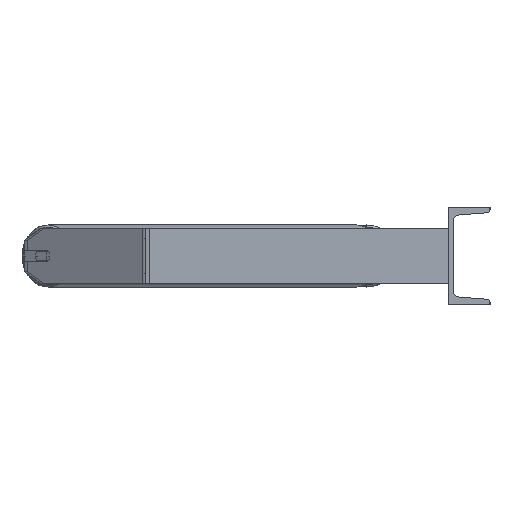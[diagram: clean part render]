
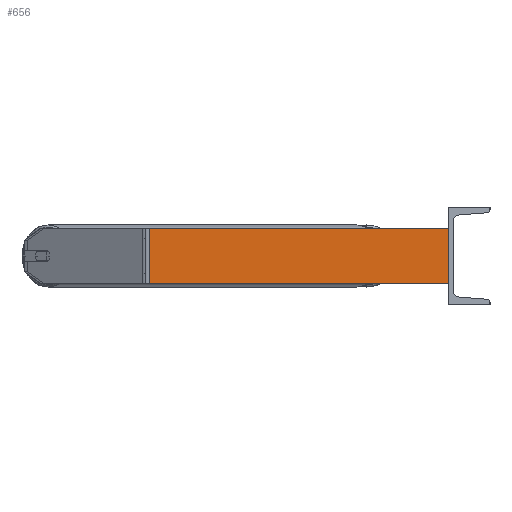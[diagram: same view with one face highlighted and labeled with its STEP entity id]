
A CAD part, left-side view. The second image highlights one B-rep face of the part: STEP entity #656.
In plain terms, the highlighted planar face has unit normal (-1, 0, 0).
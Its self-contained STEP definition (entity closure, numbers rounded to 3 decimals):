
#94 = CARTESIAN_POINT ( 'NONE',  ( -1185., 428.648, 40. ) ) ;
#326 = CARTESIAN_POINT ( 'NONE',  ( -1185., 428.648, 40. ) ) ;
#491 = EDGE_LOOP ( 'NONE', ( #7498, #1420, #4500, #6303 ) ) ;
#656 = ADVANCED_FACE ( 'NONE', ( #5931 ), #3039, .F. ) ;
#881 = EDGE_CURVE ( 'NONE', #5207, #7687, #5596, .T. ) ;
#1134 = DIRECTION ( 'NONE',  ( 0., 0., -1. ) ) ;
#1420 = ORIENTED_EDGE ( 'NONE', *, *, #881, .F. ) ;
#1515 = VECTOR ( 'NONE', #5128, 1000. ) ;
#1747 = LINE ( 'NONE', #326, #7995 ) ;
#1812 = CARTESIAN_POINT ( 'NONE',  ( -1185., 428.648, -40. ) ) ;
#1890 = DIRECTION ( 'NONE',  ( 0., -1., 0. ) ) ;
#2441 = DIRECTION ( 'NONE',  ( 1., 0., 0. ) ) ;
#3039 = PLANE ( 'NONE',  #4582 ) ;
#3181 = CARTESIAN_POINT ( 'NONE',  ( -1185., 433.692, 40. ) ) ;
#3328 = CARTESIAN_POINT ( 'NONE',  ( -1185., 0., -40. ) ) ;
#3455 = VECTOR ( 'NONE', #7283, 1000. ) ;
#3927 = EDGE_CURVE ( 'NONE', #4422, #4535, #1747, .T. ) ;
#4422 = VERTEX_POINT ( 'NONE', #94 ) ;
#4500 = ORIENTED_EDGE ( 'NONE', *, *, #7950, .F. ) ;
#4535 = VERTEX_POINT ( 'NONE', #1812 ) ;
#4545 = LINE ( 'NONE', #3181, #7541 ) ;
#4582 = AXIS2_PLACEMENT_3D ( 'NONE', #8074, #2441, #5149 ) ;
#4762 = EDGE_CURVE ( 'NONE', #4535, #7687, #6110, .T. ) ;
#5128 = DIRECTION ( 'NONE',  ( 0., 0., -1. ) ) ;
#5149 = DIRECTION ( 'NONE',  ( 0., 0., -1. ) ) ;
#5207 = VERTEX_POINT ( 'NONE', #6053 ) ;
#5237 = CARTESIAN_POINT ( 'NONE',  ( -1185., 433.692, -40. ) ) ;
#5596 = LINE ( 'NONE', #6571, #1515 ) ;
#5931 = FACE_OUTER_BOUND ( 'NONE', #491, .T. ) ;
#6053 = CARTESIAN_POINT ( 'NONE',  ( -1185., 0., 40. ) ) ;
#6110 = LINE ( 'NONE', #5237, #3455 ) ;
#6303 = ORIENTED_EDGE ( 'NONE', *, *, #3927, .T. ) ;
#6571 = CARTESIAN_POINT ( 'NONE',  ( -1185., 0., 40. ) ) ;
#7283 = DIRECTION ( 'NONE',  ( 0., -1., 0. ) ) ;
#7498 = ORIENTED_EDGE ( 'NONE', *, *, #4762, .T. ) ;
#7541 = VECTOR ( 'NONE', #1890, 1000. ) ;
#7687 = VERTEX_POINT ( 'NONE', #3328 ) ;
#7950 = EDGE_CURVE ( 'NONE', #4422, #5207, #4545, .T. ) ;
#7995 = VECTOR ( 'NONE', #1134, 1000. ) ;
#8074 = CARTESIAN_POINT ( 'NONE',  ( -1185., 433.692, 40. ) ) ;
